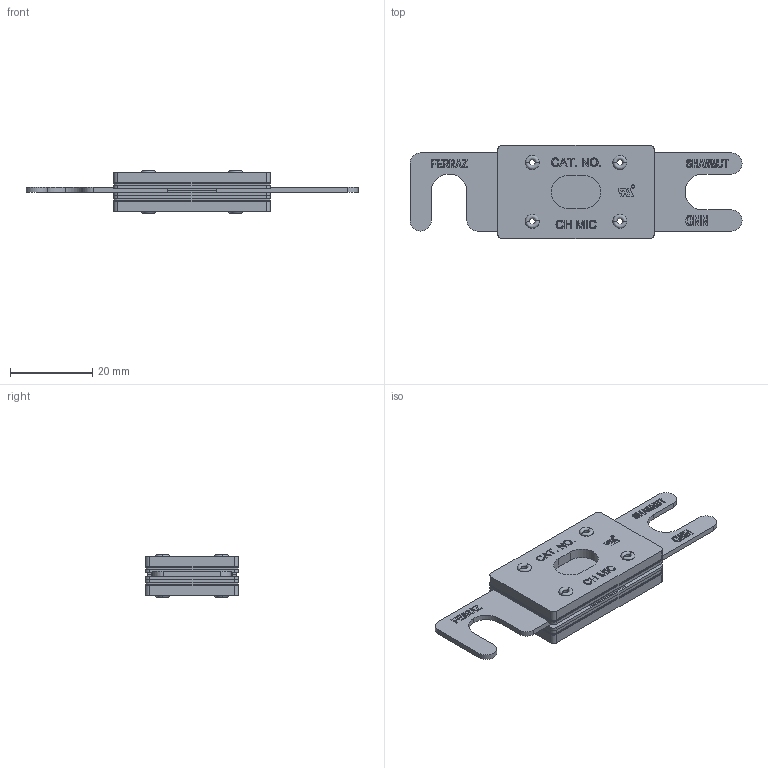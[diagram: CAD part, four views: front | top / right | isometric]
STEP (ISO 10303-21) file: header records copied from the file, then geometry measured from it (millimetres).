
FILE_DESCRIPTION (( 'STEP AP214' ), '1' );
FILE_NAME ('700866.STEP', '2024-10-30T17:59:38', ( '' ), ( '' ), 'SwSTEP 2.0', 'SolidWorks 2021', '' );
FILE_SCHEMA (( 'AUTOMOTIVE_DESIGN' ));
Length unit declared in the file: inch
Products named in the file (1): 700866
Bounding box: 80.7 x 22.6 x 10.4 mm (x, y, z)
Volume: 7432.9 mm3; surface area: 18449.2 mm2
Topology: 19 solids, 19 shells, 926 faces, 2458 edges, 1628 vertices
Faces by surface type: plane 559, cylinder 231, bspline 104, torus 32
Entity records: 44484 total; most frequent: CARTESIAN_POINT 12957, ORIENTED_EDGE 4916, DIRECTION 4422, EDGE_CURVE 2458, VECTOR 1724, LINE 1724, VERTEX_POINT 1628, AXIS2_PLACEMENT_3D 1349
